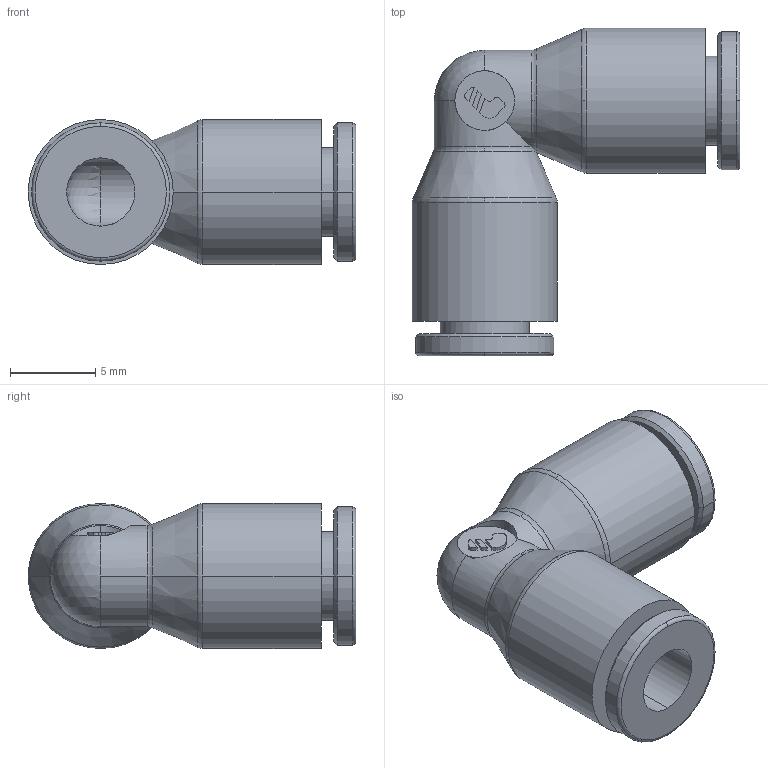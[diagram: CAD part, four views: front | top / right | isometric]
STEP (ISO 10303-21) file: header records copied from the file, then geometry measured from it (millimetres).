
FILE_DESCRIPTION(('STEP AP214'),'1');
FILE_NAME('3102_04_00.stp','2016-07-07T14:57:34',('TraceParts'),('TraceParts S.A.'),'Spatial InterOp 3D',' ',' ');
FILE_SCHEMA(('automotive_design'));
Length unit declared in the file: millimetre
Products named in the file (1): 1
Bounding box: 19.2 x 19.2 x 8.5 mm (x, y, z)
Volume: 985.1 mm3; surface area: 1289.1 mm2
Topology: 1 solids, 1 shells, 75 faces, 190 edges, 121 vertices
Faces by surface type: cylinder 28, plane 23, torus 14, cone 8, sphere 2
Entity records: 2446 total; most frequent: CARTESIAN_POINT 542, DIRECTION 441, ORIENTED_EDGE 374, EDGE_CURVE 187, AXIS2_PLACEMENT_3D 184, VERTEX_POINT 121, CIRCLE 103, EDGE_LOOP 84
